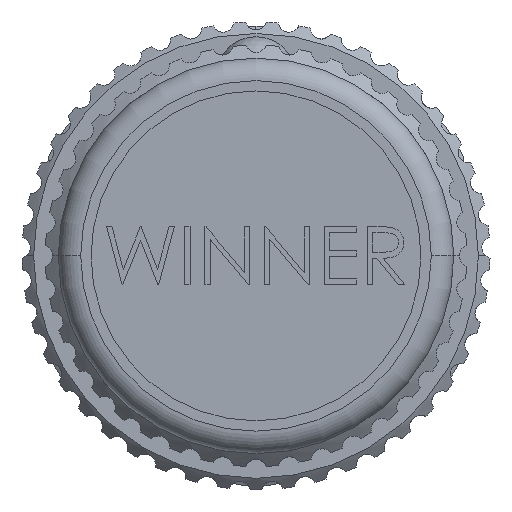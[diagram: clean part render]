
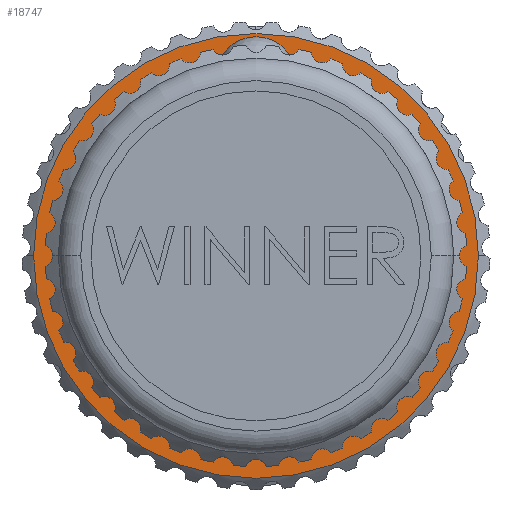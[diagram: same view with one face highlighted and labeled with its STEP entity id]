
A CAD part, left-side view. The second image highlights one B-rep face of the part: STEP entity #18747.
In plain terms, the highlighted planar face has unit normal (-1, 0, 0).
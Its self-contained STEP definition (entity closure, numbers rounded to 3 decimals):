
#183 = EDGE_CURVE ( 'NONE', #24262, #18635, #1418, .T. ) ;
#444 = EDGE_CURVE ( 'NONE', #18635, #24262, #16113, .T. ) ;
#1248 = AXIS2_PLACEMENT_3D ( 'NONE', #28202, #12662, #27912 ) ;
#1418 = CIRCLE ( 'NONE', #26561, 10.622 ) ;
#2081 = EDGE_LOOP ( 'NONE', ( #22530, #9259 ) ) ;
#4782 = DIRECTION ( 'NONE',  ( -1., 0., 0. ) ) ;
#4956 = DIRECTION ( 'NONE',  ( -1., 0., 0. ) ) ;
#5062 = PLANE ( 'NONE',  #13356 ) ;
#6367 = CIRCLE ( 'NONE', #1248, 15.3 ) ;
#6381 = VERTEX_POINT ( 'NONE', #22073 ) ;
#6793 = DIRECTION ( 'NONE',  ( 0., 0., 1. ) ) ;
#7093 = CARTESIAN_POINT ( 'NONE',  ( -72.97, 0., 10.622 ) ) ;
#9101 = DIRECTION ( 'NONE',  ( -1., 0., 0. ) ) ;
#9259 = ORIENTED_EDGE ( 'NONE', *, *, #444, .F. ) ;
#9487 = DIRECTION ( 'NONE',  ( 0., 0., 1. ) ) ;
#10755 = CARTESIAN_POINT ( 'NONE',  ( -72.97, 0., -10.622 ) ) ;
#11012 = DIRECTION ( 'NONE',  ( -1., 0., 0. ) ) ;
#11135 = FACE_OUTER_BOUND ( 'NONE', #15134, .T. ) ;
#11145 = EDGE_CURVE ( 'NONE', #6381, #16088, #6367, .T. ) ;
#11534 = CIRCLE ( 'NONE', #27351, 15.3 ) ;
#12662 = DIRECTION ( 'NONE',  ( -1., 0., 0. ) ) ;
#13356 = AXIS2_PLACEMENT_3D ( 'NONE', #26734, #4956, #17896 ) ;
#13945 = EDGE_CURVE ( 'NONE', #16088, #6381, #11534, .T. ) ;
#15134 = EDGE_LOOP ( 'NONE', ( #26790, #15644 ) ) ;
#15644 = ORIENTED_EDGE ( 'NONE', *, *, #11145, .T. ) ;
#16088 = VERTEX_POINT ( 'NONE', #28343 ) ;
#16113 = CIRCLE ( 'NONE', #23266, 10.622 ) ;
#17896 = DIRECTION ( 'NONE',  ( 0., -1., 0. ) ) ;
#18014 = CARTESIAN_POINT ( 'NONE',  ( -72.97, 0., 0. ) ) ;
#18635 = VERTEX_POINT ( 'NONE', #7093 ) ;
#18747 = ADVANCED_FACE ( 'NONE', ( #22711, #11135 ), #5062, .T. ) ;
#20324 = CARTESIAN_POINT ( 'NONE',  ( -72.97, 0., 0. ) ) ;
#22073 = CARTESIAN_POINT ( 'NONE',  ( -72.97, -15.3, 0. ) ) ;
#22530 = ORIENTED_EDGE ( 'NONE', *, *, #183, .F. ) ;
#22711 = FACE_BOUND ( 'NONE', #2081, .T. ) ;
#23266 = AXIS2_PLACEMENT_3D ( 'NONE', #24129, #11012, #6793 ) ;
#24129 = CARTESIAN_POINT ( 'NONE',  ( -72.97, 0., 0. ) ) ;
#24262 = VERTEX_POINT ( 'NONE', #10755 ) ;
#26467 = DIRECTION ( 'NONE',  ( 0., -1., 0. ) ) ;
#26561 = AXIS2_PLACEMENT_3D ( 'NONE', #18014, #4782, #9487 ) ;
#26734 = CARTESIAN_POINT ( 'NONE',  ( -72.97, 0., 0. ) ) ;
#26790 = ORIENTED_EDGE ( 'NONE', *, *, #13945, .T. ) ;
#27351 = AXIS2_PLACEMENT_3D ( 'NONE', #20324, #9101, #26467 ) ;
#27912 = DIRECTION ( 'NONE',  ( 0., -1., 0. ) ) ;
#28202 = CARTESIAN_POINT ( 'NONE',  ( -72.97, 0., 0. ) ) ;
#28343 = CARTESIAN_POINT ( 'NONE',  ( -72.97, 15.3, 0. ) ) ;
